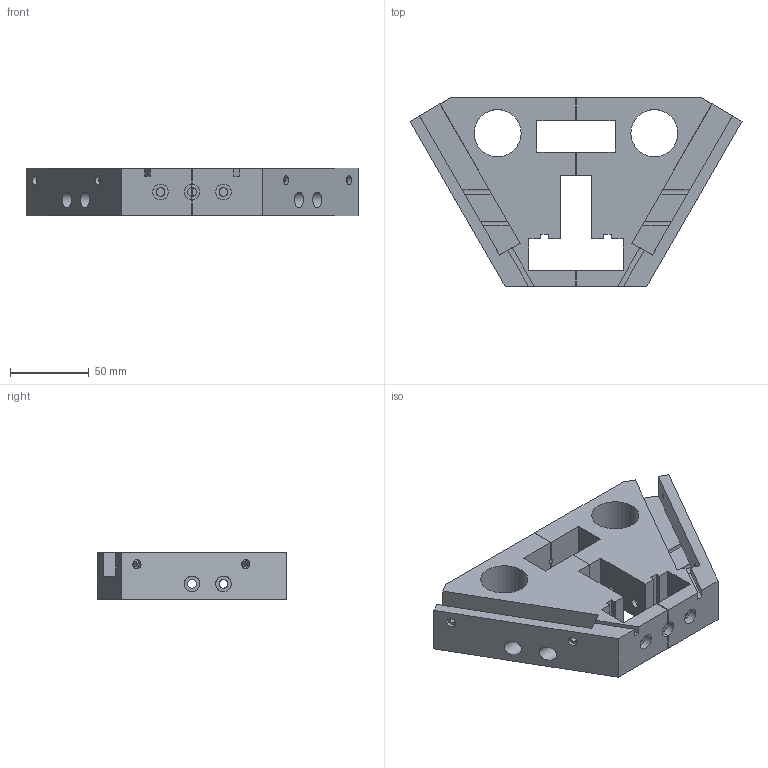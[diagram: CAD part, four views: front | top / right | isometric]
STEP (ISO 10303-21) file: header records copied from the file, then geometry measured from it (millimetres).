
FILE_DESCRIPTION(('FreeCAD Model'),'2;1');
FILE_NAME('Open CASCADE Shape Model','2021-12-28T12:09:42',('Author'),( ''),'Open CASCADE STEP processor 7.5','FreeCAD','Unknown');
FILE_SCHEMA(('AUTOMOTIVE_DESIGN { 1 0 10303 214 1 1 1 1 }'));
Length unit declared in the file: millimetre
Products named in the file (1): Mirrored002
Bounding box: 211.24 x 120 x 30 mm (x, y, z)
Volume: 354147.4 mm3; surface area: 77400.4 mm2
Topology: 1 solids, 1 shells, 128 faces, 340 edges, 212 vertices
Faces by surface type: plane 89, cylinder 39
Full cylindrical faces by diameter (mm): 3.4 x4, 5.5 x6, 6 x4, 10 x6, 30 x2
Entity records: 8658 total; most frequent: CARTESIAN_POINT 1832, DIRECTION 1263, LINE 757, VECTOR 757, ORIENTED_EDGE 680, PCURVE 680, DEFINITIONAL_REPRESENTATION 680, EDGE_CURVE 340
